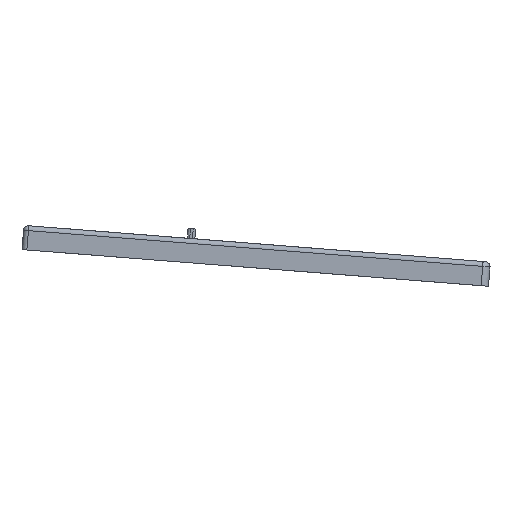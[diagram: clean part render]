
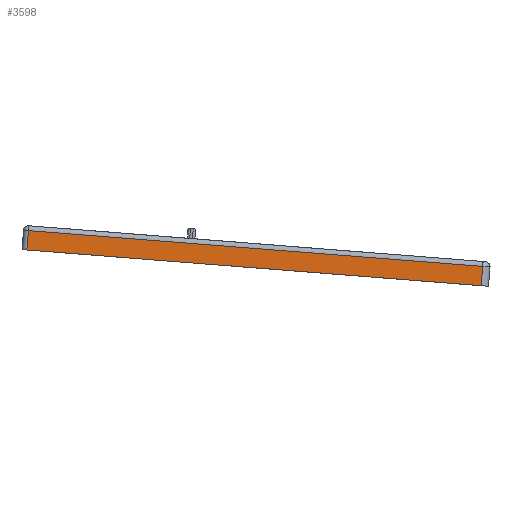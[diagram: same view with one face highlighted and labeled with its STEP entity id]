
A CAD part, left-side view. The second image highlights one B-rep face of the part: STEP entity #3598.
In plain terms, the highlighted planar face has unit normal (-1, 0, 0).
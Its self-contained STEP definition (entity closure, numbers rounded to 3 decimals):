
#164=PLANE('',#3970);
#362=FACE_OUTER_BOUND('',#588,.T.);
#588=EDGE_LOOP('',(#3311,#3312,#3313,#3314));
#605=LINE('',#5110,#945);
#738=LINE('',#5520,#1078);
#740=LINE('',#5526,#1080);
#742=LINE('',#5532,#1082);
#945=VECTOR('',#4023,10.);
#1078=VECTOR('',#4378,10.);
#1080=VECTOR('',#4384,10.);
#1082=VECTOR('',#4392,10.);
#1454=VERTEX_POINT('',#5107);
#1455=VERTEX_POINT('',#5109);
#1620=VERTEX_POINT('',#5517);
#1623=VERTEX_POINT('',#5524);
#1799=EDGE_CURVE('',#1454,#1455,#605,.T.);
#2004=EDGE_CURVE('',#1620,#1454,#738,.T.);
#2007=EDGE_CURVE('',#1623,#1620,#740,.T.);
#2011=EDGE_CURVE('',#1455,#1623,#742,.T.);
#3311=ORIENTED_EDGE('',*,*,#1799,.F.);
#3312=ORIENTED_EDGE('',*,*,#2004,.F.);
#3313=ORIENTED_EDGE('',*,*,#2007,.F.);
#3314=ORIENTED_EDGE('',*,*,#2011,.F.);
#3598=ADVANCED_FACE('',(#362),#164,.T.);
#3970=AXIS2_PLACEMENT_3D('',#6121,#5051,#5052);
#4023=DIRECTION('',(0.,0.997,0.078));
#4378=DIRECTION('',(0.,0.078,-0.997));
#4384=DIRECTION('',(0.,-0.997,-0.078));
#4392=DIRECTION('',(0.,-0.078,0.997));
#5051=DIRECTION('center_axis',(-1.,0.,0.));
#5052=DIRECTION('ref_axis',(0.,-0.997,-0.078));
#5107=CARTESIAN_POINT('',(-206.546,296.675,112.636));
#5109=CARTESIAN_POINT('',(-206.546,482.101,127.229));
#5110=CARTESIAN_POINT('',(-206.546,436.774,123.662));
#5517=CARTESIAN_POINT('',(-206.546,296.055,120.511));
#5520=CARTESIAN_POINT('',(-206.546,296.624,113.284));
#5524=CARTESIAN_POINT('',(-206.546,481.481,135.105));
#5526=CARTESIAN_POINT('',(-206.546,436.109,131.534));
#5532=CARTESIAN_POINT('',(-206.546,482.05,127.877));
#6121=CARTESIAN_POINT('Origin',(-206.546,484.744,118.811));
